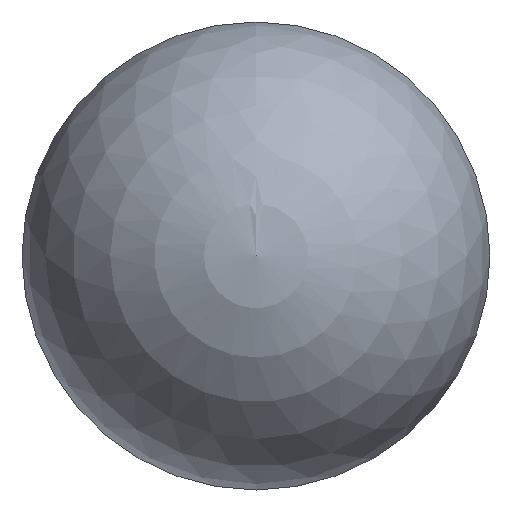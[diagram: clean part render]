
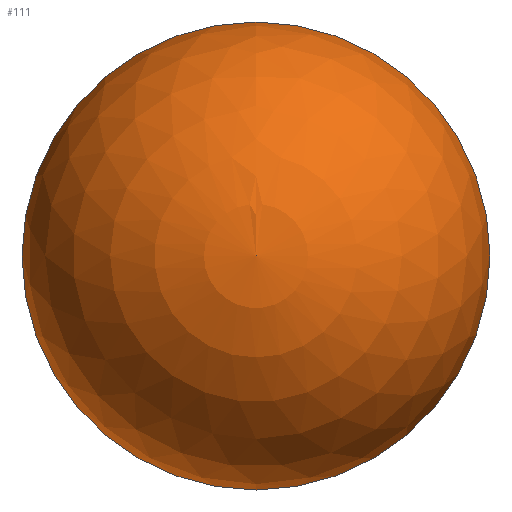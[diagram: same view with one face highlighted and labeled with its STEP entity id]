
A CAD part, front view. The second image highlights one B-rep face of the part: STEP entity #111.
In plain terms, the highlighted spherical face has radius 0.781 mm.
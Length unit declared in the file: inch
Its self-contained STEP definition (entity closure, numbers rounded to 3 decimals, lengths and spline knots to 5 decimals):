
#15=SPHERICAL_SURFACE('',#138,0.03075);
#24=FACE_OUTER_BOUND('',#31,.T.);
#31=EDGE_LOOP('',(#94,#95,#96,#97));
#49=CIRCLE('',#139,0.03075);
#50=CIRCLE('',#140,0.03075);
#51=CIRCLE('',#141,0.03075);
#58=VERTEX_POINT('',#205);
#59=VERTEX_POINT('',#206);
#60=VERTEX_POINT('',#208);
#71=EDGE_CURVE('',#58,#59,#49,.T.);
#72=EDGE_CURVE('',#59,#60,#50,.T.);
#73=EDGE_CURVE('',#59,#58,#51,.T.);
#94=ORIENTED_EDGE('',*,*,#71,.T.);
#95=ORIENTED_EDGE('',*,*,#72,.T.);
#96=ORIENTED_EDGE('',*,*,#72,.F.);
#97=ORIENTED_EDGE('',*,*,#73,.T.);
#111=ADVANCED_FACE('',(#24),#15,.T.);
#138=AXIS2_PLACEMENT_3D('',#204,#171,#172);
#139=AXIS2_PLACEMENT_3D('',#207,#173,#174);
#140=AXIS2_PLACEMENT_3D('',#209,#175,#176);
#141=AXIS2_PLACEMENT_3D('',#210,#177,#178);
#171=DIRECTION('center_axis',(0.,1.,0.));
#172=DIRECTION('ref_axis',(0.,0.,-1.));
#173=DIRECTION('center_axis',(0.,-1.,0.));
#174=DIRECTION('ref_axis',(1.,0.,0.));
#175=DIRECTION('center_axis',(1.,0.,0.));
#176=DIRECTION('ref_axis',(0.,0.,1.));
#177=DIRECTION('center_axis',(0.,-1.,0.));
#178=DIRECTION('ref_axis',(1.,0.,0.));
#204=CARTESIAN_POINT('Origin',(0.,0.03075,0.));
#205=CARTESIAN_POINT('',(-0.03075,0.03075,0.));
#206=CARTESIAN_POINT('',(0.,0.03075,0.03075));
#207=CARTESIAN_POINT('Origin',(0.,0.03075,0.));
#208=CARTESIAN_POINT('',(0.,0.,0.));
#209=CARTESIAN_POINT('Origin',(0.,0.03075,0.));
#210=CARTESIAN_POINT('Origin',(0.,0.03075,0.));
